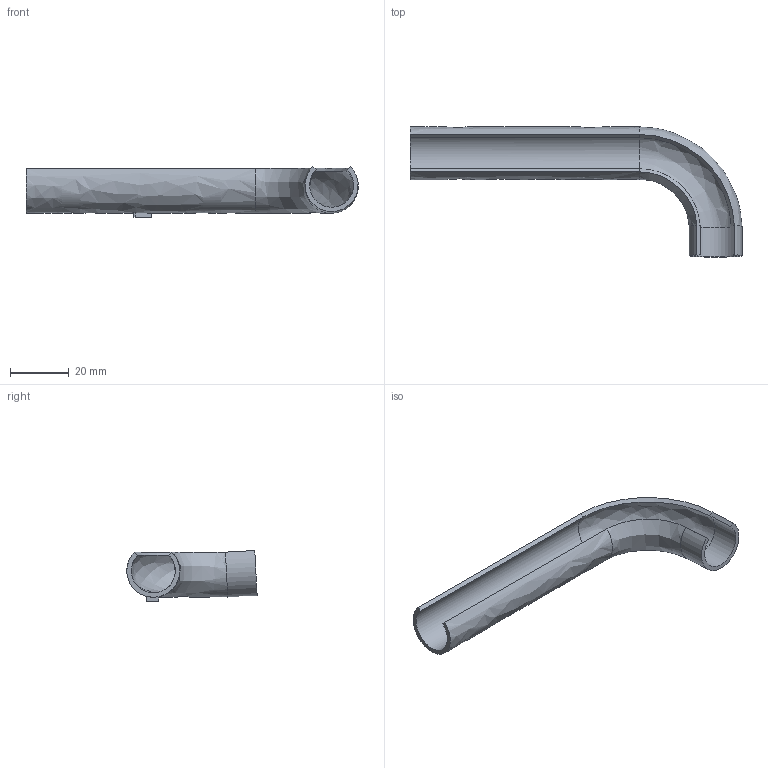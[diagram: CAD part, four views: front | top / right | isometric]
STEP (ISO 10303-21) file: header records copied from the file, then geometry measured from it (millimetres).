
FILE_DESCRIPTION(/* description */ ('STEP AP242','CAx-IF Rec.Pracs.---Representation and Presentation of Product Manufacturing Information (PMI)---4.0---2014-10-13','CAx-IF Rec.Pracs.---3D Tessellated Geometry---0.4---2014-09-14','2;1'),/* implementation_level */ '2;1');
FILE_NAME(/* name */ '66d5baa588e2e62abc30a67e',/* time_stamp */ '2024-09-02T13:16:22Z',/* author */ (''),/* organization */ (''),/* preprocessor_version */ 'ST-DEVELOPER v20',/* originating_system */ ' ',/* authorisation */ ' ');
FILE_SCHEMA (('AP242_MANAGED_MODEL_BASED_3D_ENGINEERING_MIM_LF { 1 0 10303 442 1 1 4 }'));
Length unit declared in the file: metre
Products named in the file (1): end_corridor_1
Bounding box: 112.97 x 44.32 x 17.31 mm (x, y, z)
Volume: 7452.8 mm3; surface area: 10460.6 mm2
Topology: 1 solids, 1 shells, 22 faces, 49 edges, 30 vertices
Faces by surface type: plane 14, bspline 5, cylinder 2, cone 1
Entity records: 1063 total; most frequent: CARTESIAN_POINT 586, ORIENTED_EDGE 98, DIRECTION 82, EDGE_CURVE 49, VERTEX_POINT 30, LINE 30, VECTOR 30, AXIS2_PLACEMENT_3D 26
